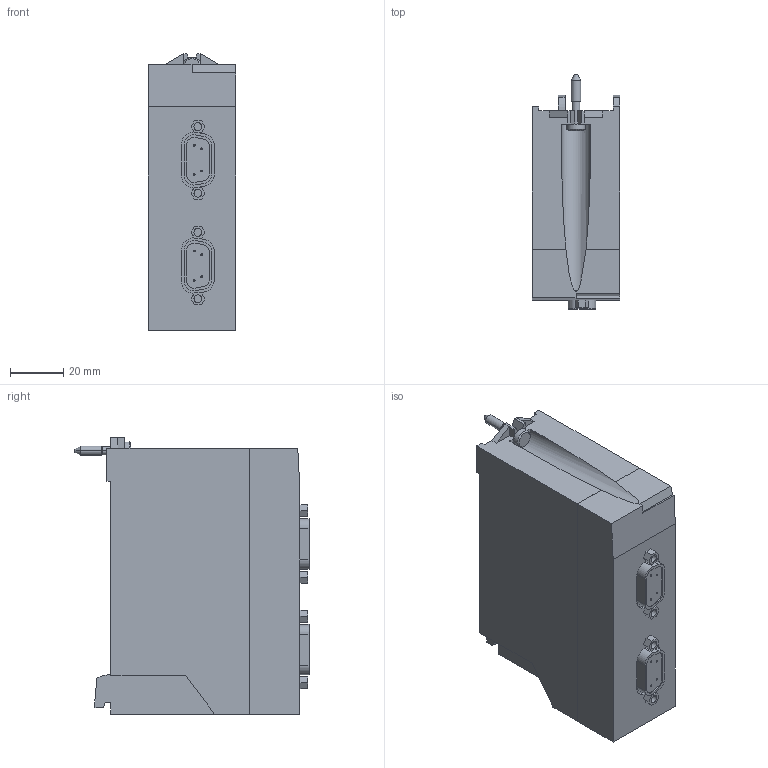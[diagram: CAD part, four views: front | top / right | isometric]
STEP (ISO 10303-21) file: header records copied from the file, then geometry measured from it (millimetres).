
FILE_DESCRIPTION(('starvars output'),'2;1');
FILE_NAME('BMXXBE1000H_3D.stp','12:25:45 2020/04/01',( 'Thomas Industrial Network Germany GmbH'),( 'Thomas Industrial Network Germany GmbH'),'unknown preprocess','ACIS' ,'unknown authorization');
FILE_SCHEMA(('CONFIG_CONTROL_DESIGN {UNKNOWN IMPLEMENTATION LEVEL}'));
Length unit declared in the file: millimetre
Products named in the file (1): PRODUCT_ID_13
Bounding box: 33 x 87.9 x 104 mm (x, y, z)
Volume: 229249.3 mm3; surface area: 27372.3 mm2
Topology: 1 solids, 1 shells, 196 faces, 509 edges, 334 vertices
Faces by surface type: plane 128, cylinder 62, cone 6
Entity records: 5540 total; most frequent: ORIENTED_EDGE 1018, CARTESIAN_POINT 929, DIRECTION 841, EDGE_CURVE 509, VECTOR 349, LINE 349, VERTEX_POINT 334, AXIS2_PLACEMENT_3D 246
